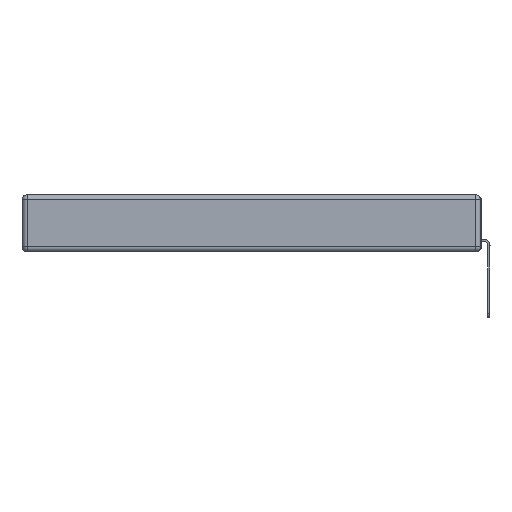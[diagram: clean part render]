
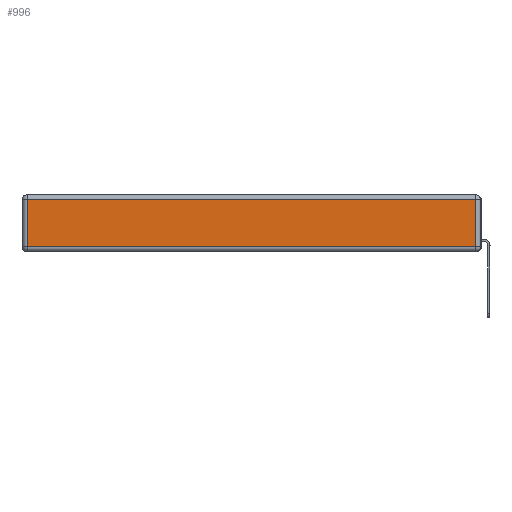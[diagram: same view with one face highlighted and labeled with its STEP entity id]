
A CAD part, left-side view. The second image highlights one B-rep face of the part: STEP entity #996.
In plain terms, the highlighted planar face has unit normal (-1, 0, 0).
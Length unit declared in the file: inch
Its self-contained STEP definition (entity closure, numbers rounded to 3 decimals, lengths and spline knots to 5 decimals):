
#745 = ORIENTED_EDGE ( 'NONE', *, *, #17643, .T. ) ;
#996 = ADVANCED_FACE ( 'NONE', ( #17559 ), #18061, .T. ) ;
#1577 = EDGE_CURVE ( 'NONE', #1735, #2629, #3228, .T. ) ;
#1735 = VERTEX_POINT ( 'NONE', #13064 ) ;
#2367 = CARTESIAN_POINT ( 'NONE',  ( 0., 2.72, -0.343 ) ) ;
#2629 = VERTEX_POINT ( 'NONE', #17653 ) ;
#3022 = VERTEX_POINT ( 'NONE', #19668 ) ;
#3228 = LINE ( 'NONE', #4733, #23763 ) ;
#4733 = CARTESIAN_POINT ( 'NONE',  ( 0., 0.03, -0.343 ) ) ;
#4822 = AXIS2_PLACEMENT_3D ( 'NONE', #6052, #8323, #14238 ) ;
#6052 = CARTESIAN_POINT ( 'NONE',  ( 0., 0., -0.343 ) ) ;
#6309 = ORIENTED_EDGE ( 'NONE', *, *, #13081, .T. ) ;
#8323 = DIRECTION ( 'NONE',  ( -1., 0., 0. ) ) ;
#9050 = DIRECTION ( 'NONE',  ( 0., 1., 0. ) ) ;
#9270 = ORIENTED_EDGE ( 'NONE', *, *, #1577, .T. ) ;
#10247 = VECTOR ( 'NONE', #16894, 39.37008 ) ;
#10954 = LINE ( 'NONE', #13066, #18128 ) ;
#11103 = EDGE_CURVE ( 'NONE', #3022, #18860, #23457, .T. ) ;
#11765 = EDGE_LOOP ( 'NONE', ( #6309, #9270, #745, #18267 ) ) ;
#11889 = CARTESIAN_POINT ( 'NONE',  ( 0., 2.72, -0.313 ) ) ;
#13064 = CARTESIAN_POINT ( 'NONE',  ( 0., 0.03, -0.313 ) ) ;
#13066 = CARTESIAN_POINT ( 'NONE',  ( 0., 2.75, -0.03 ) ) ;
#13081 = EDGE_CURVE ( 'NONE', #18860, #1735, #15247, .T. ) ;
#14238 = DIRECTION ( 'NONE',  ( 0., 0., 1. ) ) ;
#15247 = LINE ( 'NONE', #22963, #10247 ) ;
#16894 = DIRECTION ( 'NONE',  ( 0., -1., 0. ) ) ;
#17559 = FACE_OUTER_BOUND ( 'NONE', #11765, .T. ) ;
#17643 = EDGE_CURVE ( 'NONE', #2629, #3022, #10954, .T. ) ;
#17653 = CARTESIAN_POINT ( 'NONE',  ( 0., 0.03, -0.03 ) ) ;
#18061 = PLANE ( 'NONE',  #4822 ) ;
#18128 = VECTOR ( 'NONE', #9050, 39.37008 ) ;
#18267 = ORIENTED_EDGE ( 'NONE', *, *, #11103, .T. ) ;
#18860 = VERTEX_POINT ( 'NONE', #11889 ) ;
#19567 = VECTOR ( 'NONE', #23587, 39.37008 ) ;
#19668 = CARTESIAN_POINT ( 'NONE',  ( 0., 2.72, -0.03 ) ) ;
#22963 = CARTESIAN_POINT ( 'NONE',  ( 0., 0., -0.313 ) ) ;
#23457 = LINE ( 'NONE', #2367, #19567 ) ;
#23587 = DIRECTION ( 'NONE',  ( 0., 0., -1. ) ) ;
#23763 = VECTOR ( 'NONE', #23944, 39.37008 ) ;
#23944 = DIRECTION ( 'NONE',  ( 0., 0., 1. ) ) ;
